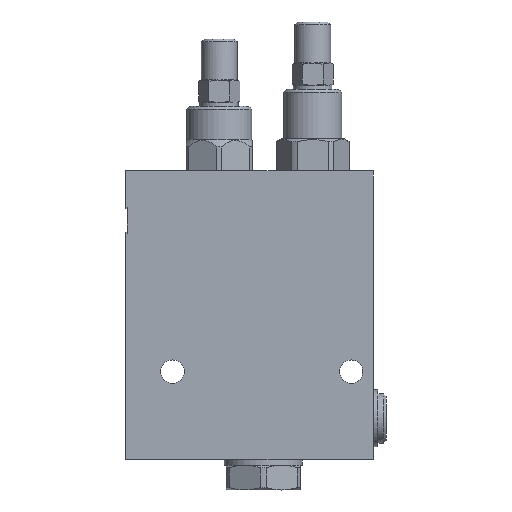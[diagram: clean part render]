
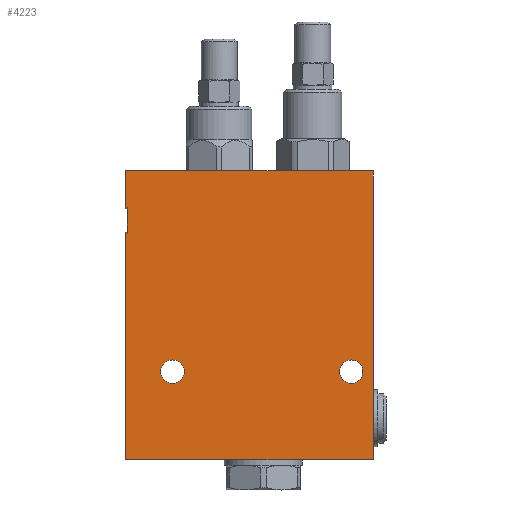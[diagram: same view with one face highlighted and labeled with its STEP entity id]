
A CAD part, front view. The second image highlights one B-rep face of the part: STEP entity #4223.
In plain terms, the highlighted planar face has unit normal (0, -1, 0).
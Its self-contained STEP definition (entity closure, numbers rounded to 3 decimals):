
#352=LINE('',#7935,#454);
#356=LINE('',#7946,#458);
#357=LINE('',#7949,#459);
#358=LINE('',#7951,#460);
#359=LINE('',#7953,#461);
#360=LINE('',#7955,#462);
#361=LINE('',#7956,#463);
#362=LINE('',#7958,#464);
#454=VECTOR('',#5030,1000.);
#458=VECTOR('',#5040,1000.);
#459=VECTOR('',#5041,1000.);
#460=VECTOR('',#5042,1000.);
#461=VECTOR('',#5043,1000.);
#462=VECTOR('',#5044,1000.);
#463=VECTOR('',#5045,1000.);
#464=VECTOR('',#5046,1000.);
#1007=ORIENTED_EDGE('',*,*,#1578,.F.);
#1008=ORIENTED_EDGE('',*,*,#1579,.F.);
#1009=ORIENTED_EDGE('',*,*,#1580,.F.);
#1010=ORIENTED_EDGE('',*,*,#1581,.T.);
#1011=ORIENTED_EDGE('',*,*,#1582,.T.);
#1012=ORIENTED_EDGE('',*,*,#1573,.F.);
#1013=ORIENTED_EDGE('',*,*,#1583,.T.);
#1014=ORIENTED_EDGE('',*,*,#1584,.F.);
#1015=ORIENTED_EDGE('',*,*,#1585,.T.);
#1016=ORIENTED_EDGE('',*,*,#1586,.T.);
#1573=EDGE_CURVE('',#1879,#1880,#352,.T.);
#1578=EDGE_CURVE('',#1884,#1885,#356,.T.);
#1579=EDGE_CURVE('',#1886,#1884,#357,.T.);
#1580=EDGE_CURVE('',#1887,#1886,#358,.T.);
#1581=EDGE_CURVE('',#1887,#1888,#359,.T.);
#1582=EDGE_CURVE('',#1888,#1880,#360,.T.);
#1583=EDGE_CURVE('',#1879,#1889,#361,.T.);
#1584=EDGE_CURVE('',#1885,#1889,#362,.T.);
#1585=EDGE_CURVE('',#1890,#1890,#2062,.T.);
#1586=EDGE_CURVE('',#1891,#1891,#2063,.T.);
#1879=VERTEX_POINT('',#7934);
#1880=VERTEX_POINT('',#7936);
#1884=VERTEX_POINT('',#7947);
#1885=VERTEX_POINT('',#7948);
#1886=VERTEX_POINT('',#7950);
#1887=VERTEX_POINT('',#7952);
#1888=VERTEX_POINT('',#7954);
#1889=VERTEX_POINT('',#7957);
#1890=VERTEX_POINT('',#7960);
#1891=VERTEX_POINT('',#7962);
#2062=CIRCLE('',#4487,4.25);
#2063=CIRCLE('',#4488,4.25);
#2265=EDGE_LOOP('',(#1007,#1008,#1009,#1010,#1011,#1012,#1013,#1014));
#2266=EDGE_LOOP('',(#1015));
#2267=EDGE_LOOP('',(#1016));
#2523=FACE_BOUND('',#2265,.T.);
#2524=FACE_BOUND('',#2266,.T.);
#2525=FACE_BOUND('',#2267,.T.);
#2676=PLANE('',#4486);
#4223=ADVANCED_FACE('',(#2523,#2524,#2525),#2676,.T.);
#4486=AXIS2_PLACEMENT_3D('',#7945,#5038,#5039);
#4487=AXIS2_PLACEMENT_3D('',#7959,#5047,#5048);
#4488=AXIS2_PLACEMENT_3D('',#7961,#5049,#5050);
#5030=DIRECTION('',(0.,0.,1.));
#5038=DIRECTION('',(0.,-1.,0.));
#5039=DIRECTION('',(0.,0.,-1.));
#5040=DIRECTION('',(1.,0.,0.));
#5041=DIRECTION('',(0.,0.,1.));
#5042=DIRECTION('',(-1.,0.,0.));
#5043=DIRECTION('',(0.,0.,1.));
#5044=DIRECTION('',(-1.,0.,0.));
#5045=DIRECTION('',(1.,0.,0.));
#5046=DIRECTION('',(0.,0.,1.));
#5047=DIRECTION('',(0.,1.,0.));
#5048=DIRECTION('',(0.,0.,-1.));
#5049=DIRECTION('',(0.,1.,0.));
#5050=DIRECTION('',(0.,0.,-1.));
#7934=CARTESIAN_POINT('',(-45.,-17.5,38.713));
#7935=CARTESIAN_POINT('',(-45.,-17.5,-52.5));
#7936=CARTESIAN_POINT('',(-45.,-17.5,52.5));
#7945=CARTESIAN_POINT('',(45.,-17.5,-52.5));
#7946=CARTESIAN_POINT('',(-45.,-17.5,30.287));
#7947=CARTESIAN_POINT('',(-45.,-17.5,30.287));
#7948=CARTESIAN_POINT('',(-44.4,-17.5,30.287));
#7949=CARTESIAN_POINT('',(-45.,-17.5,-52.5));
#7950=CARTESIAN_POINT('',(-45.,-17.5,-52.5));
#7951=CARTESIAN_POINT('',(45.,-17.5,-52.5));
#7952=CARTESIAN_POINT('',(45.,-17.5,-52.5));
#7953=CARTESIAN_POINT('',(45.,-17.5,-52.5));
#7954=CARTESIAN_POINT('',(45.,-17.5,52.5));
#7955=CARTESIAN_POINT('',(45.,-17.5,52.5));
#7956=CARTESIAN_POINT('',(-45.,-17.5,38.713));
#7957=CARTESIAN_POINT('',(-44.4,-17.5,38.713));
#7958=CARTESIAN_POINT('',(-44.4,-17.5,-52.5));
#7959=CARTESIAN_POINT('',(-28.,-17.5,-20.5));
#7960=CARTESIAN_POINT('',(-28.,-17.5,-24.75));
#7961=CARTESIAN_POINT('',(37.,-17.5,-20.5));
#7962=CARTESIAN_POINT('',(37.,-17.5,-24.75));
